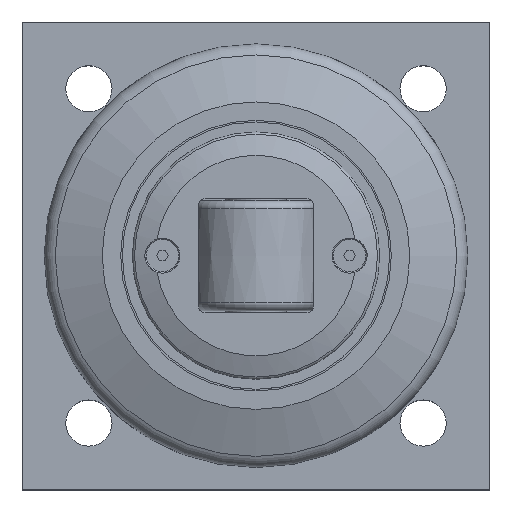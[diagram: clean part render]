
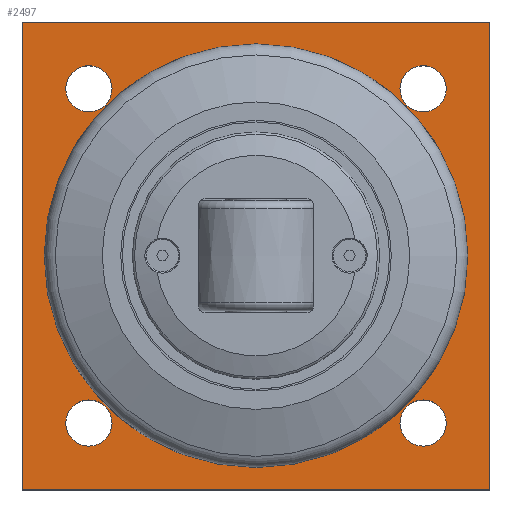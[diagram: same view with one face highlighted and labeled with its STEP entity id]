
A CAD part, top view. The second image highlights one B-rep face of the part: STEP entity #2497.
In plain terms, the highlighted planar face has unit normal (0, 0, 1).
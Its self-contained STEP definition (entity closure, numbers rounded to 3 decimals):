
#79=FACE_BOUND('',#437,.T.);
#80=FACE_BOUND('',#438,.T.);
#81=FACE_BOUND('',#439,.T.);
#82=FACE_BOUND('',#440,.T.);
#83=FACE_BOUND('',#441,.T.);
#147=PLANE('',#2794);
#281=FACE_OUTER_BOUND('',#436,.T.);
#436=EDGE_LOOP('',(#2104,#2105,#2106,#2107));
#437=EDGE_LOOP('',(#2108));
#438=EDGE_LOOP('',(#2109,#2110));
#439=EDGE_LOOP('',(#2111,#2112));
#440=EDGE_LOOP('',(#2113,#2114));
#441=EDGE_LOOP('',(#2115,#2116));
#581=LINE('',#4720,#710);
#585=LINE('',#4728,#714);
#588=LINE('',#4734,#717);
#591=LINE('',#4739,#720);
#710=VECTOR('',#3470,10.);
#714=VECTOR('',#3476,10.);
#717=VECTOR('',#3481,10.);
#720=VECTOR('',#3486,10.);
#865=CIRCLE('',#2770,39.5);
#868=CIRCLE('',#2775,6.918);
#869=CIRCLE('',#2776,6.918);
#871=CIRCLE('',#2779,6.918);
#872=CIRCLE('',#2780,6.918);
#874=CIRCLE('',#2783,6.918);
#875=CIRCLE('',#2784,6.918);
#877=CIRCLE('',#2787,6.918);
#878=CIRCLE('',#2788,6.918);
#1107=VERTEX_POINT('',#4677);
#1110=VERTEX_POINT('',#4686);
#1111=VERTEX_POINT('',#4687);
#1113=VERTEX_POINT('',#4694);
#1114=VERTEX_POINT('',#4695);
#1116=VERTEX_POINT('',#4702);
#1117=VERTEX_POINT('',#4703);
#1119=VERTEX_POINT('',#4710);
#1120=VERTEX_POINT('',#4711);
#1122=VERTEX_POINT('',#4718);
#1123=VERTEX_POINT('',#4719);
#1126=VERTEX_POINT('',#4727);
#1128=VERTEX_POINT('',#4733);
#1439=EDGE_CURVE('',#1107,#1107,#865,.T.);
#1442=EDGE_CURVE('',#1110,#1111,#868,.T.);
#1443=EDGE_CURVE('',#1111,#1110,#869,.T.);
#1446=EDGE_CURVE('',#1113,#1114,#871,.T.);
#1447=EDGE_CURVE('',#1114,#1113,#872,.T.);
#1450=EDGE_CURVE('',#1116,#1117,#874,.T.);
#1451=EDGE_CURVE('',#1117,#1116,#875,.T.);
#1454=EDGE_CURVE('',#1119,#1120,#877,.T.);
#1455=EDGE_CURVE('',#1120,#1119,#878,.T.);
#1458=EDGE_CURVE('',#1122,#1123,#581,.T.);
#1462=EDGE_CURVE('',#1123,#1126,#585,.T.);
#1465=EDGE_CURVE('',#1126,#1128,#588,.T.);
#1468=EDGE_CURVE('',#1128,#1122,#591,.T.);
#2104=ORIENTED_EDGE('',*,*,#1458,.F.);
#2105=ORIENTED_EDGE('',*,*,#1468,.F.);
#2106=ORIENTED_EDGE('',*,*,#1465,.F.);
#2107=ORIENTED_EDGE('',*,*,#1462,.F.);
#2108=ORIENTED_EDGE('',*,*,#1439,.T.);
#2109=ORIENTED_EDGE('',*,*,#1442,.T.);
#2110=ORIENTED_EDGE('',*,*,#1443,.T.);
#2111=ORIENTED_EDGE('',*,*,#1446,.T.);
#2112=ORIENTED_EDGE('',*,*,#1447,.T.);
#2113=ORIENTED_EDGE('',*,*,#1450,.T.);
#2114=ORIENTED_EDGE('',*,*,#1451,.T.);
#2115=ORIENTED_EDGE('',*,*,#1454,.T.);
#2116=ORIENTED_EDGE('',*,*,#1455,.T.);
#2497=ADVANCED_FACE('',(#281,#79,#80,#81,#82,#83),#147,.T.);
#2770=AXIS2_PLACEMENT_3D('',#4679,#3424,#3425);
#2775=AXIS2_PLACEMENT_3D('',#4688,#3434,#3435);
#2776=AXIS2_PLACEMENT_3D('',#4689,#3436,#3437);
#2779=AXIS2_PLACEMENT_3D('',#4696,#3443,#3444);
#2780=AXIS2_PLACEMENT_3D('',#4697,#3445,#3446);
#2783=AXIS2_PLACEMENT_3D('',#4704,#3452,#3453);
#2784=AXIS2_PLACEMENT_3D('',#4705,#3454,#3455);
#2787=AXIS2_PLACEMENT_3D('',#4712,#3461,#3462);
#2788=AXIS2_PLACEMENT_3D('',#4713,#3463,#3464);
#2794=AXIS2_PLACEMENT_3D('',#4741,#3488,#3489);
#3424=DIRECTION('center_axis',(0.,0.,-1.));
#3425=DIRECTION('ref_axis',(-1.,0.,0.));
#3434=DIRECTION('center_axis',(0.,0.,-1.));
#3435=DIRECTION('ref_axis',(1.,0.,0.));
#3436=DIRECTION('center_axis',(0.,0.,-1.));
#3437=DIRECTION('ref_axis',(1.,0.,0.));
#3443=DIRECTION('center_axis',(0.,0.,-1.));
#3444=DIRECTION('ref_axis',(1.,0.,0.));
#3445=DIRECTION('center_axis',(0.,0.,-1.));
#3446=DIRECTION('ref_axis',(1.,0.,0.));
#3452=DIRECTION('center_axis',(0.,0.,-1.));
#3453=DIRECTION('ref_axis',(1.,0.,0.));
#3454=DIRECTION('center_axis',(0.,0.,-1.));
#3455=DIRECTION('ref_axis',(1.,0.,0.));
#3461=DIRECTION('center_axis',(0.,0.,-1.));
#3462=DIRECTION('ref_axis',(1.,0.,0.));
#3463=DIRECTION('center_axis',(0.,0.,-1.));
#3464=DIRECTION('ref_axis',(1.,0.,0.));
#3470=DIRECTION('',(0.,1.,0.));
#3476=DIRECTION('',(1.,0.,0.));
#3481=DIRECTION('',(0.,-1.,0.));
#3486=DIRECTION('',(-1.,0.,0.));
#3488=DIRECTION('center_axis',(0.,0.,1.));
#3489=DIRECTION('ref_axis',(1.,0.,0.));
#4677=CARTESIAN_POINT('',(109.5,70.,20.));
#4679=CARTESIAN_POINT('Origin',(70.,70.,20.));
#4686=CARTESIAN_POINT('',(26.917,20.,20.));
#4687=CARTESIAN_POINT('',(13.082,20.,20.));
#4688=CARTESIAN_POINT('Origin',(20.,20.,20.));
#4689=CARTESIAN_POINT('Origin',(20.,20.,20.));
#4694=CARTESIAN_POINT('',(126.918,20.,20.));
#4695=CARTESIAN_POINT('',(113.083,20.,20.));
#4696=CARTESIAN_POINT('Origin',(120.,20.,20.));
#4697=CARTESIAN_POINT('Origin',(120.,20.,20.));
#4702=CARTESIAN_POINT('',(126.918,120.,20.));
#4703=CARTESIAN_POINT('',(113.083,120.,20.));
#4704=CARTESIAN_POINT('Origin',(120.,120.,20.));
#4705=CARTESIAN_POINT('Origin',(120.,120.,20.));
#4710=CARTESIAN_POINT('',(26.917,120.,20.));
#4711=CARTESIAN_POINT('',(13.082,120.,20.));
#4712=CARTESIAN_POINT('Origin',(20.,120.,20.));
#4713=CARTESIAN_POINT('Origin',(20.,120.,20.));
#4718=CARTESIAN_POINT('',(0.,0.,20.));
#4719=CARTESIAN_POINT('',(0.,140.,20.));
#4720=CARTESIAN_POINT('',(0.,140.,20.));
#4727=CARTESIAN_POINT('',(140.,140.,20.));
#4728=CARTESIAN_POINT('',(140.,140.,20.));
#4733=CARTESIAN_POINT('',(140.,0.,20.));
#4734=CARTESIAN_POINT('',(140.,0.,20.));
#4739=CARTESIAN_POINT('',(0.,0.,20.));
#4741=CARTESIAN_POINT('Origin',(70.,70.,20.));
